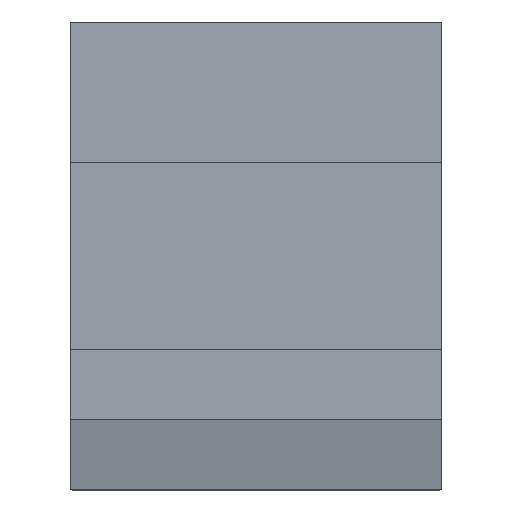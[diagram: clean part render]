
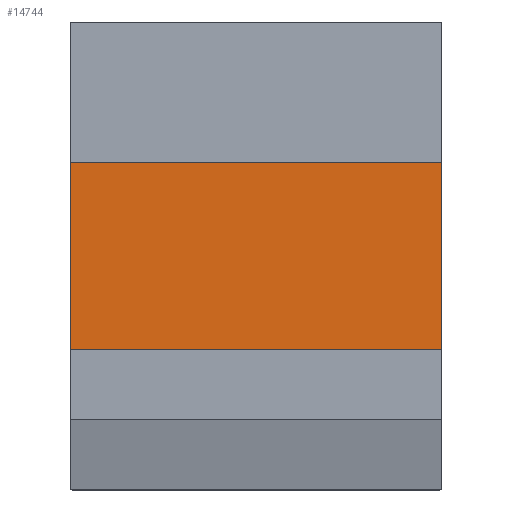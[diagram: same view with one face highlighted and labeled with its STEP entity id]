
A CAD part, front view. The second image highlights one B-rep face of the part: STEP entity #14744.
In plain terms, the highlighted planar face has unit normal (0, -1, 0).
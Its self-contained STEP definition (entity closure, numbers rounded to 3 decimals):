
#774 = EDGE_CURVE ( 'NONE', #11258, #15961, #8271, .T. ) ;
#1504 = LINE ( 'NONE', #6632, #11659 ) ;
#1707 = ORIENTED_EDGE ( 'NONE', *, *, #774, .T. ) ;
#2727 = CARTESIAN_POINT ( 'NONE',  ( -42.946, 1.958, 72. ) ) ;
#3994 = PLANE ( 'NONE',  #14214 ) ;
#5171 = DIRECTION ( 'NONE',  ( 0., -1., 0. ) ) ;
#5270 = VECTOR ( 'NONE', #13963, 1000. ) ;
#6632 = CARTESIAN_POINT ( 'NONE',  ( 28.554, 1.958, 72. ) ) ;
#7223 = VERTEX_POINT ( 'NONE', #14147 ) ;
#7755 = EDGE_CURVE ( 'NONE', #16713, #7223, #1504, .T. ) ;
#7937 = DIRECTION ( 'NONE',  ( 1., 0., 0. ) ) ;
#8271 = LINE ( 'NONE', #8358, #12367 ) ;
#8358 = CARTESIAN_POINT ( 'NONE',  ( -42.946, 1.958, 72. ) ) ;
#9256 = VECTOR ( 'NONE', #7937, 1000. ) ;
#9549 = ORIENTED_EDGE ( 'NONE', *, *, #14138, .T. ) ;
#9734 = EDGE_CURVE ( 'NONE', #11258, #16713, #12592, .T. ) ;
#10977 = FACE_OUTER_BOUND ( 'NONE', #12432, .T. ) ;
#11258 = VERTEX_POINT ( 'NONE', #14217 ) ;
#11659 = VECTOR ( 'NONE', #11886, 1000. ) ;
#11886 = DIRECTION ( 'NONE',  ( 0., 0., -1. ) ) ;
#12367 = VECTOR ( 'NONE', #14965, 1000. ) ;
#12425 = CARTESIAN_POINT ( 'NONE',  ( -42.946, 1.958, 108. ) ) ;
#12432 = EDGE_LOOP ( 'NONE', ( #16717, #16073, #1707, #9549 ) ) ;
#12592 = LINE ( 'NONE', #12425, #5270 ) ;
#13159 = DIRECTION ( 'NONE',  ( 0., 0., -1. ) ) ;
#13963 = DIRECTION ( 'NONE',  ( 1., 0., 0. ) ) ;
#14138 = EDGE_CURVE ( 'NONE', #15961, #7223, #14559, .T. ) ;
#14147 = CARTESIAN_POINT ( 'NONE',  ( 28.554, 1.958, 72. ) ) ;
#14214 = AXIS2_PLACEMENT_3D ( 'NONE', #14537, #5171, #13159 ) ;
#14217 = CARTESIAN_POINT ( 'NONE',  ( -42.946, 1.958, 108. ) ) ;
#14376 = CARTESIAN_POINT ( 'NONE',  ( -42.946, 1.958, 72. ) ) ;
#14537 = CARTESIAN_POINT ( 'NONE',  ( -42.946, 1.958, 72. ) ) ;
#14559 = LINE ( 'NONE', #2727, #9256 ) ;
#14744 = ADVANCED_FACE ( 'NONE', ( #10977 ), #3994, .T. ) ;
#14965 = DIRECTION ( 'NONE',  ( 0., 0., -1. ) ) ;
#15961 = VERTEX_POINT ( 'NONE', #14376 ) ;
#16022 = CARTESIAN_POINT ( 'NONE',  ( 28.554, 1.958, 108. ) ) ;
#16073 = ORIENTED_EDGE ( 'NONE', *, *, #9734, .F. ) ;
#16713 = VERTEX_POINT ( 'NONE', #16022 ) ;
#16717 = ORIENTED_EDGE ( 'NONE', *, *, #7755, .F. ) ;
